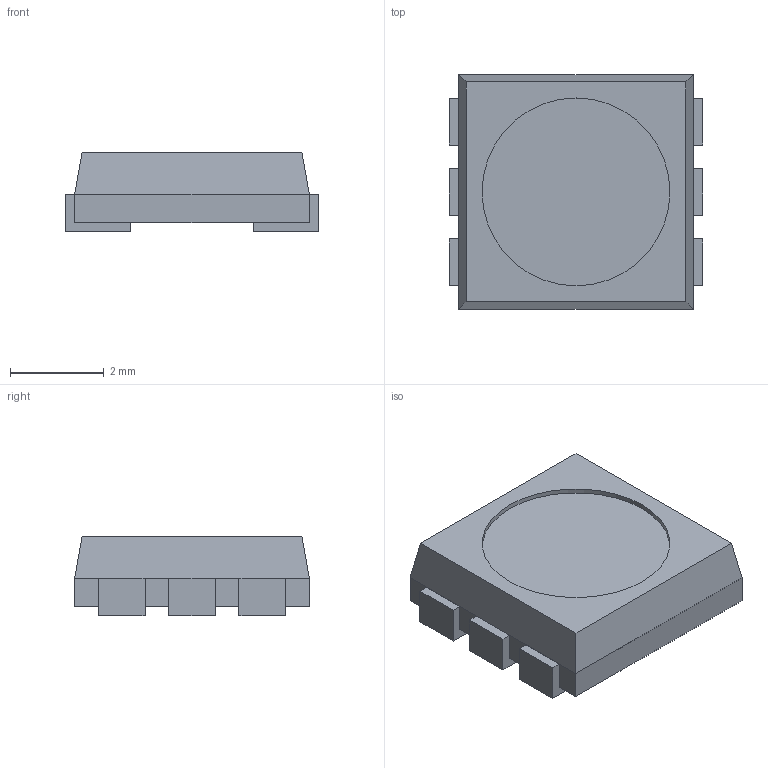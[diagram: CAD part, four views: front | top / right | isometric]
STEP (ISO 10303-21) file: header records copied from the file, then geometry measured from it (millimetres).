
FILE_DESCRIPTION( ( '' ), ' ' );
FILE_NAME( '5cc032817a1d12172263cf42.step', '2019-04-24T09:55:14', ( '' ), ( '' ), ' ', ' ', ' ' );
FILE_SCHEMA( ( 'AUTOMOTIVE_DESIGN { 1 0 10303 214 1 1 1 1 }' ) );
Length unit declared in the file: metre
Products named in the file (8): Part 8; Part 6; Part 7; Part 5; Part 4; Part 3; Part 2; Part 1
Bounding box: 5.4 x 5 x 1.7 mm (x, y, z)
Volume: 37.2 mm3; surface area: 149.3 mm2
Topology: 8 solids, 8 shells, 63 faces, 134 edges, 88 vertices
Faces by surface type: plane 61, cylinder 2
Full cylindrical faces by diameter (mm): 4 x2
Entity records: 2240 total; most frequent: CARTESIAN_POINT 291, DIRECTION 278, ORIENTED_EDGE 264, EDGE_CURVE 132, LINE 128, VECTOR 128, VERTEX_POINT 88, AXIS2_PLACEMENT_3D 75
